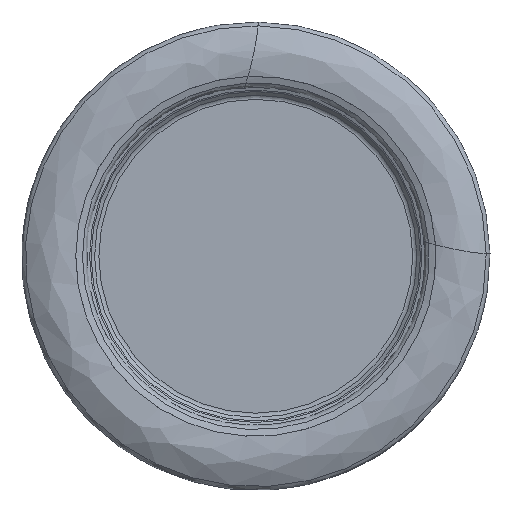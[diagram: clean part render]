
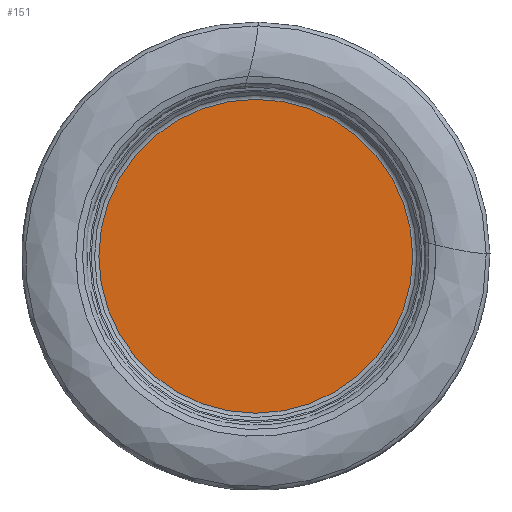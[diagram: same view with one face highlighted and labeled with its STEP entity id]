
A CAD part, left-side view. The second image highlights one B-rep face of the part: STEP entity #151.
In plain terms, the highlighted planar face has unit normal (-1, 0, 0).
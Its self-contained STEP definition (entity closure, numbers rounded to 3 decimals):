
#111=PLANE('',#624);
#113=FACE_OUTER_BOUND('',#229,.T.);
#151=ADVANCED_FACE('',(#113),#111,.F.);
#229=EDGE_LOOP('',(#285));
#285=ORIENTED_EDGE('',*,*,#478,.T.);
#434=VERTEX_POINT('',#874);
#478=EDGE_CURVE('',#434,#434,#554,.T.);
#554=CIRCLE('',#623,21.106);
#623=AXIS2_PLACEMENT_3D('',#873,#710,#711);
#624=AXIS2_PLACEMENT_3D('',#875,#712,#713);
#710=DIRECTION('',(-1.,0.,0.));
#711=DIRECTION('',(0.,0.,1.));
#712=DIRECTION('',(1.,0.,0.));
#713=DIRECTION('',(0.,0.,-1.));
#873=CARTESIAN_POINT('',(2.5,0.,0.));
#874=CARTESIAN_POINT('',(2.5,0.,21.106));
#875=CARTESIAN_POINT('',(2.5,21.106,0.));
